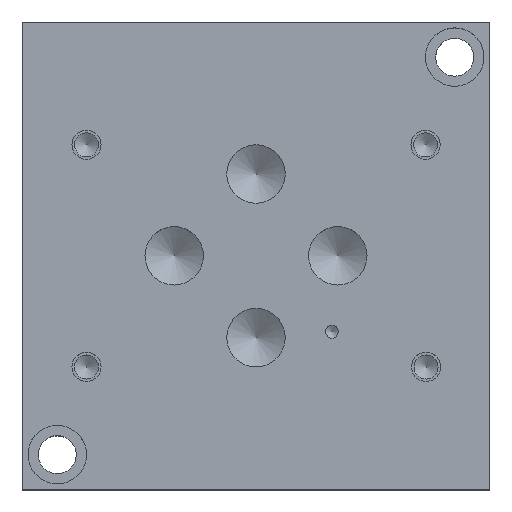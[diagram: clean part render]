
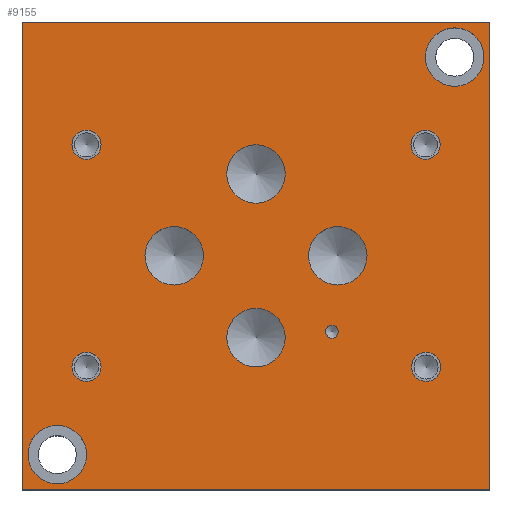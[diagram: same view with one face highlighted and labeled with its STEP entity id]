
A CAD part, top view. The second image highlights one B-rep face of the part: STEP entity #9155.
In plain terms, the highlighted planar face has unit normal (0, 0, 1).
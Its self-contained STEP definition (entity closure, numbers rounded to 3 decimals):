
#138=CIRCLE('',#9528,7.938);
#139=CIRCLE('',#9529,7.938);
#142=CIRCLE('',#9534,7.938);
#143=CIRCLE('',#9535,7.938);
#146=CIRCLE('',#9540,7.938);
#147=CIRCLE('',#9541,7.938);
#150=CIRCLE('',#9546,7.938);
#151=CIRCLE('',#9547,7.938);
#154=CIRCLE('',#9552,1.727);
#155=CIRCLE('',#9553,1.727);
#161=CIRCLE('',#9562,3.962);
#162=CIRCLE('',#9563,3.962);
#168=CIRCLE('',#9573,3.962);
#169=CIRCLE('',#9574,3.962);
#175=CIRCLE('',#9584,3.962);
#176=CIRCLE('',#9585,3.962);
#182=CIRCLE('',#9595,3.962);
#183=CIRCLE('',#9596,3.962);
#187=CIRCLE('',#9603,7.938);
#188=CIRCLE('',#9604,7.938);
#193=CIRCLE('',#9612,7.938);
#194=CIRCLE('',#9613,7.938);
#264=FACE_BOUND('',#1620,.T.);
#265=FACE_BOUND('',#1621,.T.);
#266=FACE_BOUND('',#1622,.T.);
#267=FACE_BOUND('',#1623,.T.);
#268=FACE_BOUND('',#1624,.T.);
#269=FACE_BOUND('',#1625,.T.);
#270=FACE_BOUND('',#1626,.T.);
#271=FACE_BOUND('',#1627,.T.);
#272=FACE_BOUND('',#1628,.T.);
#273=FACE_BOUND('',#1629,.T.);
#274=FACE_BOUND('',#1630,.T.);
#1105=FACE_OUTER_BOUND('',#1619,.T.);
#1619=EDGE_LOOP('',(#8007,#8008,#8009,#8010));
#1620=EDGE_LOOP('',(#8011,#8012));
#1621=EDGE_LOOP('',(#8013,#8014));
#1622=EDGE_LOOP('',(#8015,#8016));
#1623=EDGE_LOOP('',(#8017,#8018));
#1624=EDGE_LOOP('',(#8019,#8020));
#1625=EDGE_LOOP('',(#8021,#8022));
#1626=EDGE_LOOP('',(#8023,#8024));
#1627=EDGE_LOOP('',(#8025,#8026));
#1628=EDGE_LOOP('',(#8027,#8028));
#1629=EDGE_LOOP('',(#8029,#8030));
#1630=EDGE_LOOP('',(#8031,#8032));
#1780=LINE('',#12814,#2660);
#2388=LINE('',#15109,#3268);
#2449=LINE('',#15237,#3329);
#2513=LINE('',#15660,#3393);
#2660=VECTOR('',#9867,10.);
#3268=VECTOR('',#10885,10.);
#3329=VECTOR('',#10996,10.);
#3393=VECTOR('',#11484,10.);
#3572=VERTEX_POINT('',#12811);
#3573=VERTEX_POINT('',#12813);
#4063=VERTEX_POINT('',#15108);
#4105=VERTEX_POINT('',#15235);
#4168=VERTEX_POINT('',#15421);
#4169=VERTEX_POINT('',#15422);
#4173=VERTEX_POINT('',#15434);
#4174=VERTEX_POINT('',#15435);
#4178=VERTEX_POINT('',#15447);
#4179=VERTEX_POINT('',#15448);
#4183=VERTEX_POINT('',#15460);
#4184=VERTEX_POINT('',#15461);
#4188=VERTEX_POINT('',#15473);
#4189=VERTEX_POINT('',#15474);
#4196=VERTEX_POINT('',#15493);
#4197=VERTEX_POINT('',#15494);
#4204=VERTEX_POINT('',#15515);
#4205=VERTEX_POINT('',#15516);
#4212=VERTEX_POINT('',#15537);
#4213=VERTEX_POINT('',#15538);
#4220=VERTEX_POINT('',#15559);
#4221=VERTEX_POINT('',#15560);
#4225=VERTEX_POINT('',#15574);
#4226=VERTEX_POINT('',#15575);
#4231=VERTEX_POINT('',#15591);
#4232=VERTEX_POINT('',#15592);
#4519=EDGE_CURVE('',#3573,#3572,#1780,.T.);
#5253=EDGE_CURVE('',#4063,#3573,#2388,.T.);
#5316=EDGE_CURVE('',#3572,#4105,#2449,.T.);
#5403=EDGE_CURVE('',#4168,#4169,#138,.T.);
#5404=EDGE_CURVE('',#4169,#4168,#139,.T.);
#5409=EDGE_CURVE('',#4173,#4174,#142,.T.);
#5410=EDGE_CURVE('',#4174,#4173,#143,.T.);
#5415=EDGE_CURVE('',#4178,#4179,#146,.T.);
#5416=EDGE_CURVE('',#4179,#4178,#147,.T.);
#5421=EDGE_CURVE('',#4183,#4184,#150,.T.);
#5422=EDGE_CURVE('',#4184,#4183,#151,.T.);
#5427=EDGE_CURVE('',#4188,#4189,#154,.T.);
#5428=EDGE_CURVE('',#4189,#4188,#155,.T.);
#5436=EDGE_CURVE('',#4196,#4197,#161,.T.);
#5437=EDGE_CURVE('',#4197,#4196,#162,.T.);
#5446=EDGE_CURVE('',#4204,#4205,#168,.T.);
#5447=EDGE_CURVE('',#4205,#4204,#169,.T.);
#5456=EDGE_CURVE('',#4212,#4213,#175,.T.);
#5457=EDGE_CURVE('',#4213,#4212,#176,.T.);
#5466=EDGE_CURVE('',#4220,#4221,#182,.T.);
#5467=EDGE_CURVE('',#4221,#4220,#183,.T.);
#5473=EDGE_CURVE('',#4225,#4226,#187,.T.);
#5474=EDGE_CURVE('',#4226,#4225,#188,.T.);
#5481=EDGE_CURVE('',#4231,#4232,#193,.T.);
#5482=EDGE_CURVE('',#4232,#4231,#194,.T.);
#5514=EDGE_CURVE('',#4105,#4063,#2513,.T.);
#8007=ORIENTED_EDGE('',*,*,#4519,.T.);
#8008=ORIENTED_EDGE('',*,*,#5316,.T.);
#8009=ORIENTED_EDGE('',*,*,#5514,.T.);
#8010=ORIENTED_EDGE('',*,*,#5253,.T.);
#8011=ORIENTED_EDGE('',*,*,#5403,.T.);
#8012=ORIENTED_EDGE('',*,*,#5404,.T.);
#8013=ORIENTED_EDGE('',*,*,#5409,.T.);
#8014=ORIENTED_EDGE('',*,*,#5410,.T.);
#8015=ORIENTED_EDGE('',*,*,#5415,.T.);
#8016=ORIENTED_EDGE('',*,*,#5416,.T.);
#8017=ORIENTED_EDGE('',*,*,#5421,.T.);
#8018=ORIENTED_EDGE('',*,*,#5422,.T.);
#8019=ORIENTED_EDGE('',*,*,#5427,.T.);
#8020=ORIENTED_EDGE('',*,*,#5428,.T.);
#8021=ORIENTED_EDGE('',*,*,#5436,.T.);
#8022=ORIENTED_EDGE('',*,*,#5437,.T.);
#8023=ORIENTED_EDGE('',*,*,#5446,.T.);
#8024=ORIENTED_EDGE('',*,*,#5447,.T.);
#8025=ORIENTED_EDGE('',*,*,#5456,.T.);
#8026=ORIENTED_EDGE('',*,*,#5457,.T.);
#8027=ORIENTED_EDGE('',*,*,#5466,.T.);
#8028=ORIENTED_EDGE('',*,*,#5467,.T.);
#8029=ORIENTED_EDGE('',*,*,#5473,.T.);
#8030=ORIENTED_EDGE('',*,*,#5474,.T.);
#8031=ORIENTED_EDGE('',*,*,#5481,.T.);
#8032=ORIENTED_EDGE('',*,*,#5482,.T.);
#8317=PLANE('',#9649);
#9155=ADVANCED_FACE('',(#1105,#264,#265,#266,#267,#268,#269,#270,#271,#272,
#273,#274),#8317,.T.);
#9528=AXIS2_PLACEMENT_3D('',#15423,#11211,#11212);
#9529=AXIS2_PLACEMENT_3D('',#15424,#11213,#11214);
#9534=AXIS2_PLACEMENT_3D('',#15436,#11225,#11226);
#9535=AXIS2_PLACEMENT_3D('',#15437,#11227,#11228);
#9540=AXIS2_PLACEMENT_3D('',#15449,#11239,#11240);
#9541=AXIS2_PLACEMENT_3D('',#15450,#11241,#11242);
#9546=AXIS2_PLACEMENT_3D('',#15462,#11253,#11254);
#9547=AXIS2_PLACEMENT_3D('',#15463,#11255,#11256);
#9552=AXIS2_PLACEMENT_3D('',#15475,#11267,#11268);
#9553=AXIS2_PLACEMENT_3D('',#15476,#11269,#11270);
#9562=AXIS2_PLACEMENT_3D('',#15495,#11289,#11290);
#9563=AXIS2_PLACEMENT_3D('',#15496,#11291,#11292);
#9573=AXIS2_PLACEMENT_3D('',#15517,#11314,#11315);
#9574=AXIS2_PLACEMENT_3D('',#15518,#11316,#11317);
#9584=AXIS2_PLACEMENT_3D('',#15539,#11339,#11340);
#9585=AXIS2_PLACEMENT_3D('',#15540,#11341,#11342);
#9595=AXIS2_PLACEMENT_3D('',#15561,#11364,#11365);
#9596=AXIS2_PLACEMENT_3D('',#15562,#11366,#11367);
#9603=AXIS2_PLACEMENT_3D('',#15576,#11382,#11383);
#9604=AXIS2_PLACEMENT_3D('',#15577,#11384,#11385);
#9612=AXIS2_PLACEMENT_3D('',#15593,#11402,#11403);
#9613=AXIS2_PLACEMENT_3D('',#15594,#11404,#11405);
#9649=AXIS2_PLACEMENT_3D('',#15663,#11489,#11490);
#9867=DIRECTION('',(1.,0.,0.));
#10885=DIRECTION('',(0.,-1.,0.));
#10996=DIRECTION('',(0.,1.,0.));
#11211=DIRECTION('center_axis',(0.,0.,-1.));
#11212=DIRECTION('ref_axis',(1.,0.,0.));
#11213=DIRECTION('center_axis',(0.,0.,-1.));
#11214=DIRECTION('ref_axis',(1.,0.,0.));
#11225=DIRECTION('center_axis',(0.,0.,-1.));
#11226=DIRECTION('ref_axis',(1.,0.,0.));
#11227=DIRECTION('center_axis',(0.,0.,-1.));
#11228=DIRECTION('ref_axis',(1.,0.,0.));
#11239=DIRECTION('center_axis',(0.,0.,-1.));
#11240=DIRECTION('ref_axis',(1.,0.,0.));
#11241=DIRECTION('center_axis',(0.,0.,-1.));
#11242=DIRECTION('ref_axis',(1.,0.,0.));
#11253=DIRECTION('center_axis',(0.,0.,-1.));
#11254=DIRECTION('ref_axis',(1.,0.,0.));
#11255=DIRECTION('center_axis',(0.,0.,-1.));
#11256=DIRECTION('ref_axis',(1.,0.,0.));
#11267=DIRECTION('center_axis',(0.,0.,-1.));
#11268=DIRECTION('ref_axis',(1.,0.,0.));
#11269=DIRECTION('center_axis',(0.,0.,-1.));
#11270=DIRECTION('ref_axis',(1.,0.,0.));
#11289=DIRECTION('center_axis',(0.,0.,-1.));
#11290=DIRECTION('ref_axis',(1.,0.,0.));
#11291=DIRECTION('center_axis',(0.,0.,-1.));
#11292=DIRECTION('ref_axis',(1.,0.,0.));
#11314=DIRECTION('center_axis',(0.,0.,-1.));
#11315=DIRECTION('ref_axis',(1.,0.,0.));
#11316=DIRECTION('center_axis',(0.,0.,-1.));
#11317=DIRECTION('ref_axis',(1.,0.,0.));
#11339=DIRECTION('center_axis',(0.,0.,-1.));
#11340=DIRECTION('ref_axis',(1.,0.,0.));
#11341=DIRECTION('center_axis',(0.,0.,-1.));
#11342=DIRECTION('ref_axis',(1.,0.,0.));
#11364=DIRECTION('center_axis',(0.,0.,-1.));
#11365=DIRECTION('ref_axis',(1.,0.,0.));
#11366=DIRECTION('center_axis',(0.,0.,-1.));
#11367=DIRECTION('ref_axis',(1.,0.,0.));
#11382=DIRECTION('center_axis',(0.,0.,-1.));
#11383=DIRECTION('ref_axis',(1.,0.,0.));
#11384=DIRECTION('center_axis',(0.,0.,-1.));
#11385=DIRECTION('ref_axis',(1.,0.,0.));
#11402=DIRECTION('center_axis',(0.,0.,-1.));
#11403=DIRECTION('ref_axis',(1.,0.,0.));
#11404=DIRECTION('center_axis',(0.,0.,-1.));
#11405=DIRECTION('ref_axis',(1.,0.,0.));
#11484=DIRECTION('',(-1.,0.,0.));
#11489=DIRECTION('center_axis',(0.,0.,1.));
#11490=DIRECTION('ref_axis',(1.,0.,0.));
#12811=CARTESIAN_POINT('',(127.,0.,50.8));
#12813=CARTESIAN_POINT('',(0.,0.,50.8));
#12814=CARTESIAN_POINT('',(0.,0.,50.8));
#15108=CARTESIAN_POINT('',(0.,127.,50.8));
#15109=CARTESIAN_POINT('',(0.,127.,50.8));
#15235=CARTESIAN_POINT('',(127.,127.,50.8));
#15237=CARTESIAN_POINT('',(127.,0.,50.8));
#15421=CARTESIAN_POINT('',(71.438,41.275,50.8));
#15422=CARTESIAN_POINT('',(55.563,41.275,50.8));
#15423=CARTESIAN_POINT('Origin',(63.5,41.275,50.8));
#15424=CARTESIAN_POINT('Origin',(63.5,41.275,50.8));
#15434=CARTESIAN_POINT('',(71.438,85.725,50.8));
#15435=CARTESIAN_POINT('',(55.563,85.725,50.8));
#15436=CARTESIAN_POINT('Origin',(63.5,85.725,50.8));
#15437=CARTESIAN_POINT('Origin',(63.5,85.725,50.8));
#15447=CARTESIAN_POINT('',(49.213,63.5,50.8));
#15448=CARTESIAN_POINT('',(33.338,63.5,50.8));
#15449=CARTESIAN_POINT('Origin',(41.275,63.5,50.8));
#15450=CARTESIAN_POINT('Origin',(41.275,63.5,50.8));
#15460=CARTESIAN_POINT('',(93.663,63.5,50.8));
#15461=CARTESIAN_POINT('',(77.788,63.5,50.8));
#15462=CARTESIAN_POINT('Origin',(85.725,63.5,50.8));
#15463=CARTESIAN_POINT('Origin',(85.725,63.5,50.8));
#15473=CARTESIAN_POINT('',(85.852,42.875,50.8));
#15474=CARTESIAN_POINT('',(82.398,42.875,50.8));
#15475=CARTESIAN_POINT('Origin',(84.125,42.875,50.8));
#15476=CARTESIAN_POINT('Origin',(84.125,42.875,50.8));
#15493=CARTESIAN_POINT('',(21.438,33.35,50.8));
#15494=CARTESIAN_POINT('',(13.513,33.35,50.8));
#15495=CARTESIAN_POINT('Origin',(17.475,33.35,50.8));
#15496=CARTESIAN_POINT('Origin',(17.475,33.35,50.8));
#15515=CARTESIAN_POINT('',(113.513,93.675,50.8));
#15516=CARTESIAN_POINT('',(105.588,93.675,50.8));
#15517=CARTESIAN_POINT('Origin',(109.55,93.675,50.8));
#15518=CARTESIAN_POINT('Origin',(109.55,93.675,50.8));
#15537=CARTESIAN_POINT('',(113.64,33.35,50.8));
#15538=CARTESIAN_POINT('',(105.715,33.35,50.8));
#15539=CARTESIAN_POINT('Origin',(109.677,33.35,50.8));
#15540=CARTESIAN_POINT('Origin',(109.677,33.35,50.8));
#15559=CARTESIAN_POINT('',(21.438,93.675,50.8));
#15560=CARTESIAN_POINT('',(13.513,93.675,50.8));
#15561=CARTESIAN_POINT('Origin',(17.475,93.675,50.8));
#15562=CARTESIAN_POINT('Origin',(17.475,93.675,50.8));
#15574=CARTESIAN_POINT('',(17.463,9.525,50.8));
#15575=CARTESIAN_POINT('',(1.588,9.525,50.8));
#15576=CARTESIAN_POINT('Origin',(9.525,9.525,50.8));
#15577=CARTESIAN_POINT('Origin',(9.525,9.525,50.8));
#15591=CARTESIAN_POINT('',(125.413,117.475,50.8));
#15592=CARTESIAN_POINT('',(109.538,117.475,50.8));
#15593=CARTESIAN_POINT('Origin',(117.475,117.475,50.8));
#15594=CARTESIAN_POINT('Origin',(117.475,117.475,50.8));
#15660=CARTESIAN_POINT('',(127.,127.,50.8));
#15663=CARTESIAN_POINT('Origin',(63.5,63.5,50.8));
